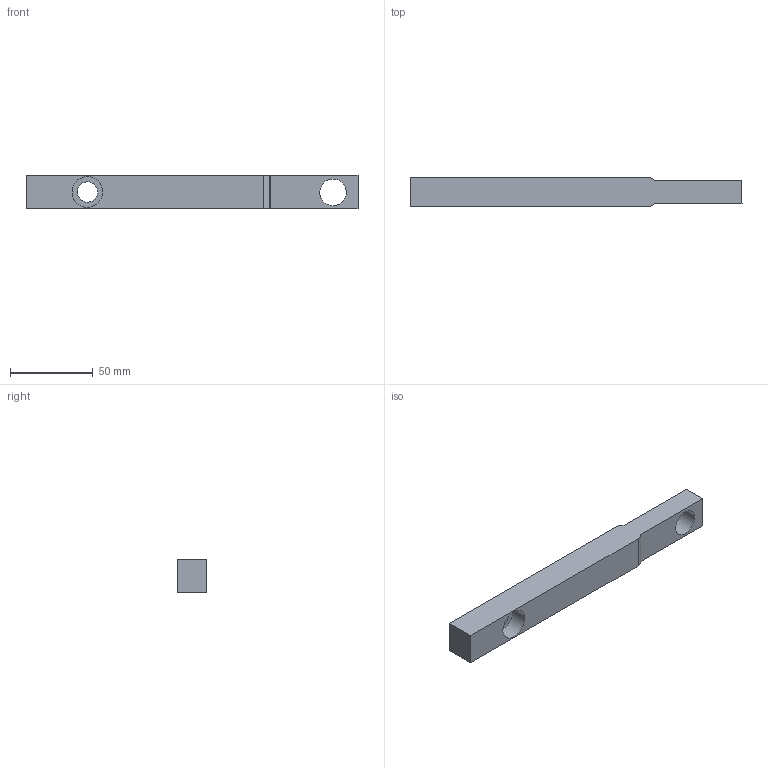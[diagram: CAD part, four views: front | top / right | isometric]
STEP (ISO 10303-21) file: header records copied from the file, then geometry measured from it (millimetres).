
FILE_DESCRIPTION (( 'STEP AP203' ), '1' );
FILE_NAME ('609-03 brazo accionamiento.STEP', '2021-07-15T22:34:05', ( '' ), ( '' ), 'SwSTEP 2.0', 'SolidWorks 2018', '' );
FILE_SCHEMA (( 'CONFIG_CONTROL_DESIGN' ));
Length unit declared in the file: millimetre
Products named in the file (1): 609-03 brazo accionamiento
Bounding box: 200 x 18 x 20 mm (x, y, z)
Volume: 61200.4 mm3; surface area: 16386 mm2
Topology: 1 solids, 1 shells, 19 faces, 60 edges, 44 vertices
Faces by surface type: bspline 19
Entity records: 987 total; most frequent: CARTESIAN_POINT 561, ORIENTED_EDGE 120, EDGE_CURVE 60, VERTEX_POINT 44, B_SPLINE_CURVE_WITH_KNOTS 40, EDGE_LOOP 24, ADVANCED_FACE 19, FACE_OUTER_BOUND 19
